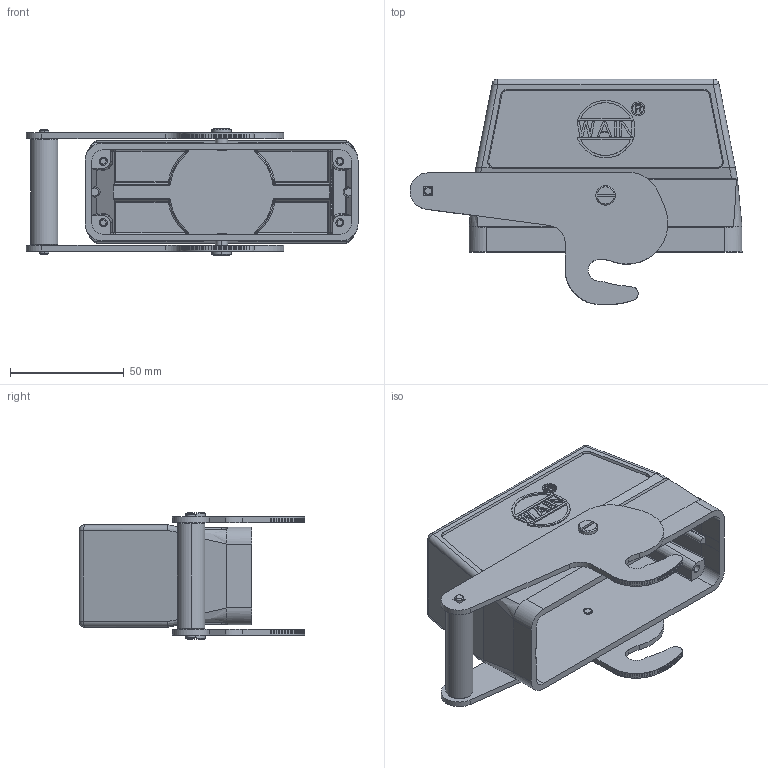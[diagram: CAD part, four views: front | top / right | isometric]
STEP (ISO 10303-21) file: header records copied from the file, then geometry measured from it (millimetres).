
FILE_DESCRIPTION((''),'2;1');
FILE_NAME('3D_1110245555003_H24B-SEH-1L_C-','2020-09-25T',('dn.ye'),(''),'PRO/ENGINEER BY PARAMETRIC TECHNOLOGY CORPORATION, 2012480','PRO/ENGINEER BY PARAMETRIC TECHNOLOGY CORPORATION, 2012480','');
FILE_SCHEMA(('CONFIG_CONTROL_DESIGN'));
Length unit declared in the file: millimetre
Products named in the file (1): 3D_1110245555003_H24B-SEH-1L_C-
Bounding box: 146 x 99.25 x 55.8 mm (x, y, z)
Volume: 111510.2 mm3; surface area: 71185 mm2
Topology: 1 solids, 3 shells, 685 faces, 1867 edges, 1214 vertices
Faces by surface type: plane 303, cylinder 259, cone 42, bspline 39, sphere 22, extrusion 10, torus 10
Entity records: 25577 total; most frequent: CARTESIAN_POINT 8325, ORIENTED_EDGE 3692, DIRECTION 3506, EDGE_CURVE 1846, AXIS2_PLACEMENT_3D 1247, VERTEX_POINT 1214, VECTOR 1012, LINE 1002
